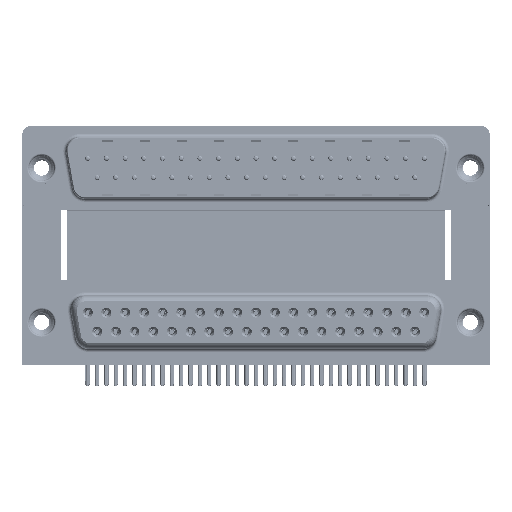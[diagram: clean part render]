
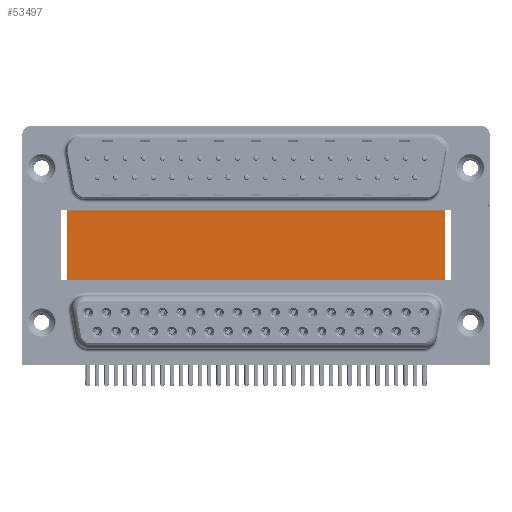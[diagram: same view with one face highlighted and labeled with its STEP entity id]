
A CAD part, top view. The second image highlights one B-rep face of the part: STEP entity #53497.
In plain terms, the highlighted planar face has unit normal (0, 0, 1).
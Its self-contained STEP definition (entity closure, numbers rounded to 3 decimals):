
#2118 = CARTESIAN_POINT ( 'NONE',  ( 3.79, 16.585, -12. ) ) ;
#3425 = CARTESIAN_POINT ( 'NONE',  ( 3.79, 16.585, -12. ) ) ;
#4457 = ORIENTED_EDGE ( 'NONE', *, *, #60889, .T. ) ;
#6545 = CARTESIAN_POINT ( 'NONE',  ( 3.79, 16.585, -12. ) ) ;
#7440 = PLANE ( 'NONE',  #38572 ) ;
#7559 = CARTESIAN_POINT ( 'NONE',  ( 3.79, -3.735, -12. ) ) ;
#10869 = EDGE_CURVE ( 'NONE', #14609, #53956, #42267, .T. ) ;
#14609 = VERTEX_POINT ( 'NONE', #3425 ) ;
#17157 = EDGE_CURVE ( 'NONE', #53956, #29787, #68539, .T. ) ;
#17670 = ORIENTED_EDGE ( 'NONE', *, *, #10869, .F. ) ;
#25837 = VECTOR ( 'NONE', #47956, 1000. ) ;
#29161 = DIRECTION ( 'NONE',  ( 1., 0., 0. ) ) ;
#29787 = VERTEX_POINT ( 'NONE', #43956 ) ;
#32325 = EDGE_LOOP ( 'NONE', ( #45057, #42395, #17670, #4457 ) ) ;
#34498 = LINE ( 'NONE', #7559, #48000 ) ;
#36378 = CARTESIAN_POINT ( 'NONE',  ( 3.79, -3.735, -12. ) ) ;
#38572 = AXIS2_PLACEMENT_3D ( 'NONE', #2118, #44332, #38652 ) ;
#38652 = DIRECTION ( 'NONE',  ( -1., 0., 0. ) ) ;
#39976 = CARTESIAN_POINT ( 'NONE',  ( 59.71, 16.585, -12. ) ) ;
#42267 = LINE ( 'NONE', #63890, #25837 ) ;
#42395 = ORIENTED_EDGE ( 'NONE', *, *, #17157, .F. ) ;
#43441 = LINE ( 'NONE', #6545, #44109 ) ;
#43956 = CARTESIAN_POINT ( 'NONE',  ( 59.71, -3.735, -12. ) ) ;
#44109 = VECTOR ( 'NONE', #59745, 1000. ) ;
#44322 = VECTOR ( 'NONE', #68197, 1000. ) ;
#44332 = DIRECTION ( 'NONE',  ( 0., 0., -1. ) ) ;
#45057 = ORIENTED_EDGE ( 'NONE', *, *, #57062, .T. ) ;
#46930 = CARTESIAN_POINT ( 'NONE',  ( 59.71, 16.585, -12. ) ) ;
#47956 = DIRECTION ( 'NONE',  ( 1., 0., 0. ) ) ;
#48000 = VECTOR ( 'NONE', #29161, 1000. ) ;
#53497 = ADVANCED_FACE ( 'NONE', ( #56368 ), #7440, .F. ) ;
#53956 = VERTEX_POINT ( 'NONE', #39976 ) ;
#56368 = FACE_OUTER_BOUND ( 'NONE', #32325, .T. ) ;
#57062 = EDGE_CURVE ( 'NONE', #69220, #29787, #34498, .T. ) ;
#59745 = DIRECTION ( 'NONE',  ( 0., -1., 0. ) ) ;
#60889 = EDGE_CURVE ( 'NONE', #14609, #69220, #43441, .T. ) ;
#63890 = CARTESIAN_POINT ( 'NONE',  ( 3.79, 16.585, -12. ) ) ;
#68197 = DIRECTION ( 'NONE',  ( 0., -1., 0. ) ) ;
#68539 = LINE ( 'NONE', #46930, #44322 ) ;
#69220 = VERTEX_POINT ( 'NONE', #36378 ) ;
